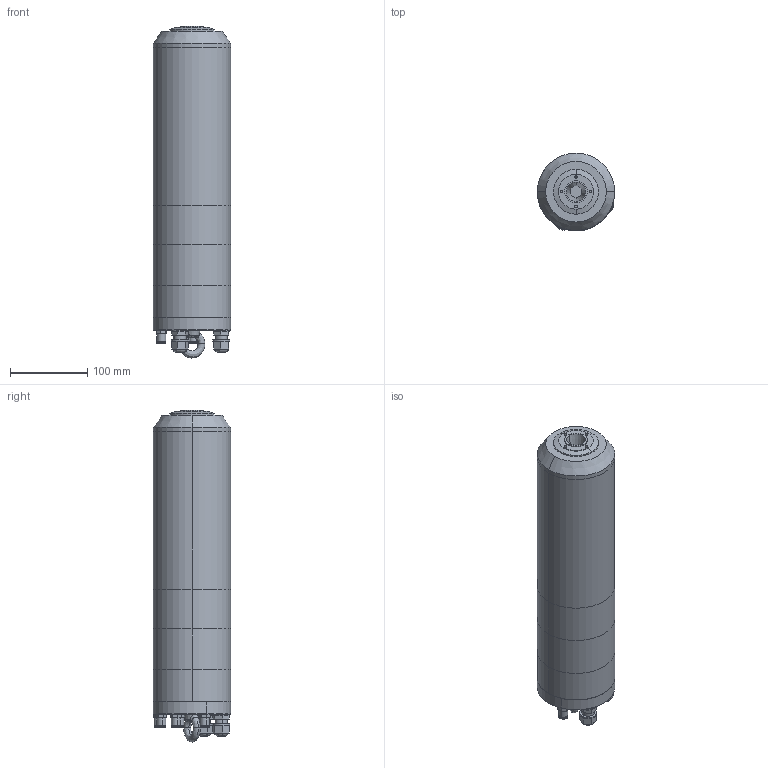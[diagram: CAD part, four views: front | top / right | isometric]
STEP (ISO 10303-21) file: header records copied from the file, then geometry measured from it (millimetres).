
FILE_DESCRIPTION (( 'STEP AP214' ), '1' );
FILE_NAME ('GDL100-25-24Z-2.5.STEP', '2024-07-13T05:07:49', ( '00' ), ( '' ), 'SwSTEP 2.0', 'SolidWorks 2018', '' );
FILE_SCHEMA (( 'AUTOMOTIVE_DESIGN' ));
Length unit declared in the file: millimetre
Products named in the file (10): GDL100-25-24Z-2.5儂褲; 陓瘍羲壽M12; GDL100-25-24Z-2.5气缸4; 籵蚚M10ァ郲_1; GB 825-88________M8__16(20__).STEP; GDL100-25-24Z-2.5气缸2; GDL100-25-24Z-2.5前螺母; GDL100-25-24Z-2.5; GDL100-25-24Z-2.5气缸1; GDL100-25-24Z-2.5气缸3
Assembly tree (14 placements, depth 2):
  GDL100-25-24Z-2.5
    GDL100-25-24Z-2.5儂褲
    GDL100-25-24Z-2.5前螺母
    GDL100-25-24Z-2.5气缸1
    GDL100-25-24Z-2.5气缸2
    GDL100-25-24Z-2.5气缸3
    GDL100-25-24Z-2.5气缸4
    籵蚚M10ァ郲_1  x5
    陓瘍羲壽M12  x2
    GB 825-88________M8__16(20__).STEP
Bounding box: 100 x 100 x 429.1 mm (x, y, z)
Volume: 3028213.9 mm3; surface area: 239309.7 mm2
Topology: 14 solids, 14 shells, 322 faces, 722 edges, 464 vertices
Faces by surface type: plane 145, cylinder 140, cone 22, bspline 15
Entity records: 9712 total; most frequent: CARTESIAN_POINT 2801, DIRECTION 1028, ORIENTED_EDGE 864, EDGE_CURVE 432, AXIS2_PLACEMENT_3D 425, VERTEX_POINT 276, EDGE_LOOP 244, CIRCLE 230
